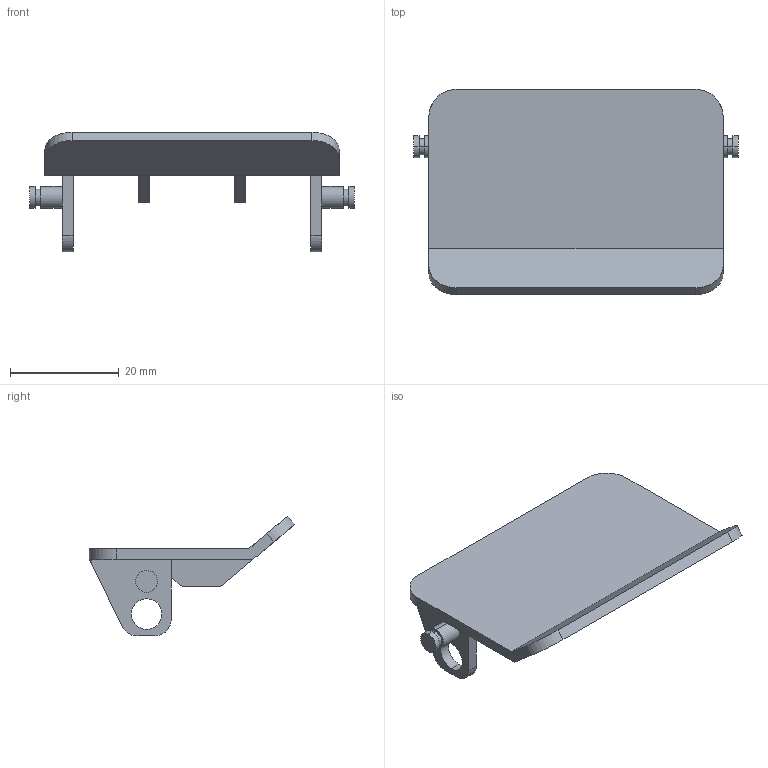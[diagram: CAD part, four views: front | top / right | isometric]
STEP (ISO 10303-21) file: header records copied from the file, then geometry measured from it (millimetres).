
FILE_DESCRIPTION (( 'STEP AP203' ), '1' );
FILE_NAME ('20-019405--LOOP HOLDER CLIP--Rev_A.step', '2022-06-14T14:55:07', ( '' ), ( '' ), 'SwSTEP 2.0', 'SolidWorks 2021', '' );
FILE_SCHEMA (( 'CONFIG_CONTROL_DESIGN' ));
Length unit declared in the file: millimetre
Products named in the file (1): 20-019405--LOOP HOLDER CLIP--Rev_A
Bounding box: 59.6 x 37.66 x 21.96 mm (x, y, z)
Volume: 5154.3 mm3; surface area: 5709.6 mm2
Topology: 1 solids, 1 shells, 65 faces, 165 edges, 108 vertices
Faces by surface type: plane 41, cylinder 24
Entity records: 2044 total; most frequent: CARTESIAN_POINT 345, DIRECTION 343, ORIENTED_EDGE 330, EDGE_CURVE 165, VECTOR 115, LINE 115, AXIS2_PLACEMENT_3D 114, VERTEX_POINT 108
